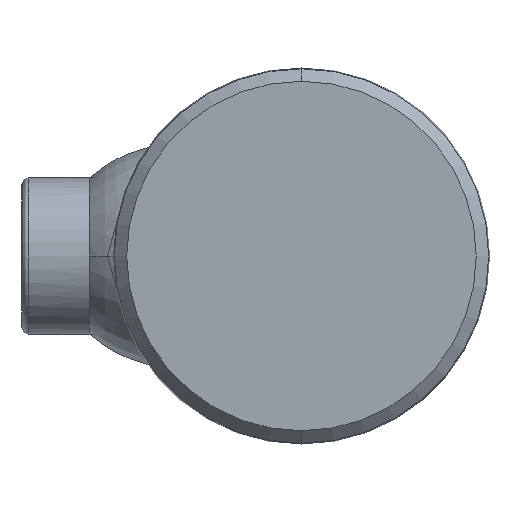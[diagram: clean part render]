
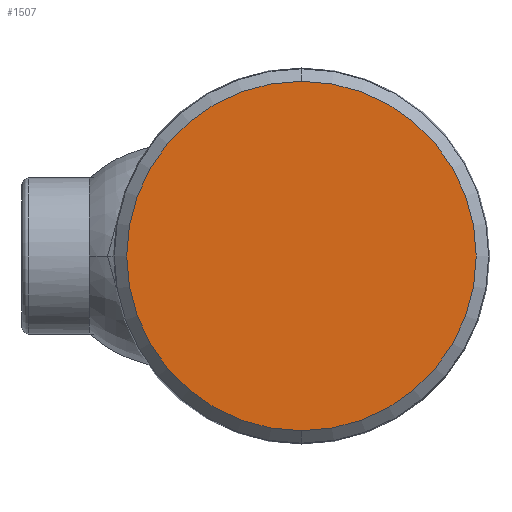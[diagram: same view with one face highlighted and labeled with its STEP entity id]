
A CAD part, left-side view. The second image highlights one B-rep face of the part: STEP entity #1507.
In plain terms, the highlighted planar face has unit normal (-1, 0, 0).
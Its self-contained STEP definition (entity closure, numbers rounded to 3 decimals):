
#133 = CARTESIAN_POINT ( 'NONE',  ( 0., 0., -28. ) ) ;
#169 = AXIS2_PLACEMENT_3D ( 'NONE', #2114, #2113, #2109 ) ;
#175 = AXIS2_PLACEMENT_3D ( 'NONE', #2343, #2334, #2324 ) ;
#392 = CARTESIAN_POINT ( 'NONE',  ( 0., 0., 28. ) ) ;
#426 = ORIENTED_EDGE ( 'NONE', *, *, #810, .T. ) ;
#502 = DIRECTION ( 'NONE',  ( 0., 0., -1. ) ) ;
#512 = DIRECTION ( 'NONE',  ( 1., 0., 0. ) ) ;
#518 = CARTESIAN_POINT ( 'NONE',  ( 0., 0., 0. ) ) ;
#580 = EDGE_LOOP ( 'NONE', ( #1026, #426 ) ) ;
#717 = PLANE ( 'NONE',  #3217 ) ;
#810 = EDGE_CURVE ( 'NONE', #1554, #1729, #3378, .T. ) ;
#853 = EDGE_CURVE ( 'NONE', #1729, #1554, #3344, .T. ) ;
#1026 = ORIENTED_EDGE ( 'NONE', *, *, #853, .T. ) ;
#1507 = ADVANCED_FACE ( 'NONE', ( #3001 ), #717, .F. ) ;
#1554 = VERTEX_POINT ( 'NONE', #392 ) ;
#1729 = VERTEX_POINT ( 'NONE', #133 ) ;
#2109 = DIRECTION ( 'NONE',  ( 0., 0., -1. ) ) ;
#2113 = DIRECTION ( 'NONE',  ( -1., 0., 0. ) ) ;
#2114 = CARTESIAN_POINT ( 'NONE',  ( 0., 0., 0. ) ) ;
#2324 = DIRECTION ( 'NONE',  ( 0., 0., -1. ) ) ;
#2334 = DIRECTION ( 'NONE',  ( -1., 0., 0. ) ) ;
#2343 = CARTESIAN_POINT ( 'NONE',  ( 0., 0., 0. ) ) ;
#3001 = FACE_OUTER_BOUND ( 'NONE', #580, .T. ) ;
#3217 = AXIS2_PLACEMENT_3D ( 'NONE', #518, #512, #502 ) ;
#3344 = CIRCLE ( 'NONE', #169, 28. ) ;
#3378 = CIRCLE ( 'NONE', #175, 28. ) ;
